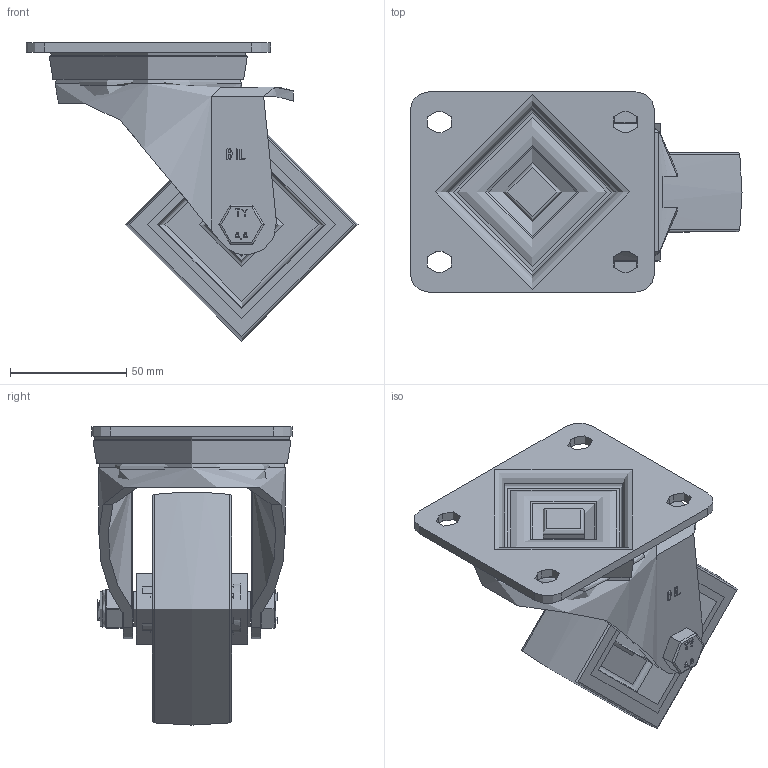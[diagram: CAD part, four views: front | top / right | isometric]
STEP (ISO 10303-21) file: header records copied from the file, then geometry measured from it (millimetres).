
FILE_DESCRIPTION(/* description */ (''),/* implementation_level */ '2;1');
FILE_NAME(/* name */ 'BZH100NPB.step',/* time_stamp */ '2025-06-03T13:05:23+01:00',/* author */ (''),/* organization */ (''),/* preprocessor_version */ 'ST-DEVELOPER v20.1',/* originating_system */ 'Autodesk Translation Framework v14.10.0.0',/* authorisation */ '');
FILE_SCHEMA (('AUTOMOTIVE_DESIGN { 1 0 10303 214 3 1 1 }'));
Length unit declared in the file: millimetre
Products named in the file (22): BZH100NPB; BZH100AS - 2 v1; ZINC PLATED, PRESSED STEEL TOP PLATE (1); ZINC PLATED, PRESSED STEEL FORKS (1); BEARING SEAL; BZH100WNPRB61 v1; POLYURETHANE TYRE; NYLON RIM; NYLON RIM Geometry; CAP; ROLLER BEARING; CAGE; RIBS; Component4; TUBEM15X50 v1; ZINC PLATED AXLE TUBE; HEXBOLTM10X70Z8.8 v2; GRADE 8.8 THREADED ZINC PLATED BOLT; NYLOCM10Z v1; NYLOC NUT; RUBBER; NUT
Assembly tree (28 placements, depth 5):
  BZH100NPB
    BZH100AS - 2 v1
      ZINC PLATED, PRESSED STEEL TOP PLATE (1)
      ZINC PLATED, PRESSED STEEL FORKS (1)
      BEARING SEAL
    BZH100WNPRB61 v1
      POLYURETHANE TYRE
      NYLON RIM
        NYLON RIM Geometry
        CAP
      ROLLER BEARING
        CAGE
        RIBS
          Component4  x8
    TUBEM15X50 v1
      ZINC PLATED AXLE TUBE
    HEXBOLTM10X70Z8.8 v2
      GRADE 8.8 THREADED ZINC PLATED BOLT
    NYLOCM10Z v1
      NYLOC NUT
        RUBBER
        NUT
Bounding box: 142.5 x 86 x 128 mm (x, y, z)
Volume: 303554.5 mm3; surface area: 137564.1 mm2
Topology: 19 solids, 19 shells, 482 faces, 1172 edges, 740 vertices
Faces by surface type: plane 241, cylinder 149, bspline 51, torus 20, sphere 12, cone 9
Full cylindrical faces by diameter (mm): 4 x8, 8.141 x18, 9.85 x19, 10 x3, 10.2 x2, 10.5 x1, 12 x2, 15 x2, 15.5 x2, 16 x2, 20 x1, 23 x1, 23.5 x1, 25 x2, 26.9 x1, 27 x1, 30.5 x2, 31 x1, 32 x1, 50.5 x1, 72 x1, 80 x1, 81 x2
Entity records: 20633 total; most frequent: CARTESIAN_POINT 9174, ORIENTED_EDGE 2302, DIRECTION 2206, EDGE_CURVE 1151, AXIS2_PLACEMENT_3D 794, VERTEX_POINT 726, LINE 618, VECTOR 618
